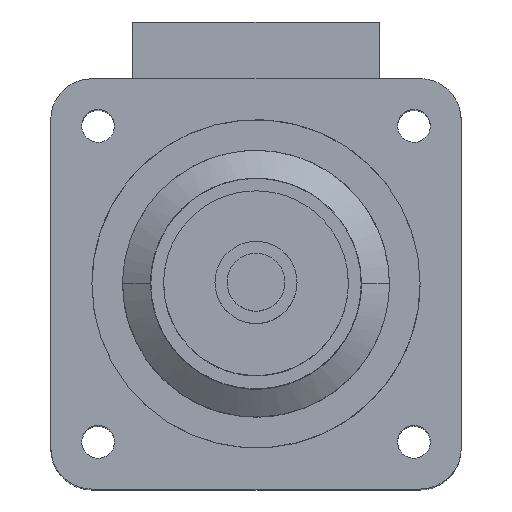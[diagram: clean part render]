
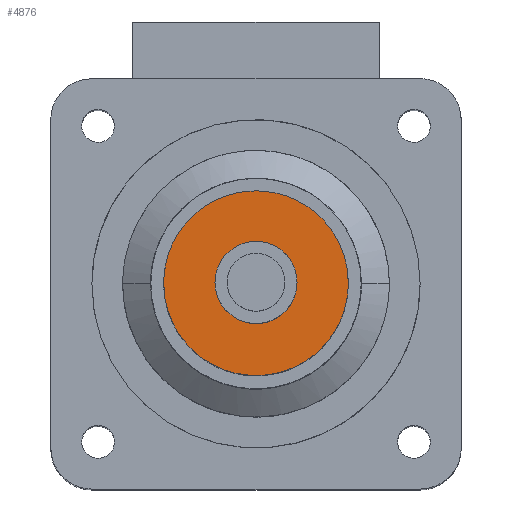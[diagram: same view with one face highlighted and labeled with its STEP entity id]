
A CAD part, top view. The second image highlights one B-rep face of the part: STEP entity #4876.
In plain terms, the highlighted free-form (B-spline) face has degree [1, 1] with [2, 2] control points.
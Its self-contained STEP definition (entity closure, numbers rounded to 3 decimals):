
#305 = B_SPLINE_CURVE_WITH_KNOTS ( 'NONE', 3,
 ( #1800, #2946, #4481, #1823, #2572, #311, #4502, #3341, #339, #1067, #2210, #2996, #3736, #1845, #3270, #3364, #4886, #1472 ),
 .UNSPECIFIED., .F., .F.,
 ( 4, 2, 2, 2, 2, 2, 2, 2, 4 ),
 ( 0., 0.393, 0.785, 1.178, 1.571, 1.963, 2.356, 2.749, 3.142 ),
 .UNSPECIFIED. ) ;
#311 = CARTESIAN_POINT ( 'NONE',  ( 12.764, 13.6, 47.54 ) ) ;
#339 = CARTESIAN_POINT ( 'NONE',  ( 10.591, 14.5, 47.54 ) ) ;
#765 = CARTESIAN_POINT ( 'NONE',  ( 14.5, 10., 47.54 ) ) ;
#811 = EDGE_LOOP ( 'NONE', ( #3071, #4424 ) ) ;
#877 = CARTESIAN_POINT ( 'NONE',  ( 12.268, 6.069, 47.54 ) ) ;
#965 = CARTESIAN_POINT ( 'NONE',  ( 14.554, 5.446, 47.54 ) ) ;
#1067 = CARTESIAN_POINT ( 'NONE',  ( 9.409, 14.5, 47.54 ) ) ;
#1162 = EDGE_CURVE ( 'NONE', #3558, #1747, #2931, .T. ) ;
#1307 = FACE_OUTER_BOUND ( 'NONE', #811, .T. ) ;
#1472 = CARTESIAN_POINT ( 'NONE',  ( 5.5, 10., 47.54 ) ) ;
#1593 = CARTESIAN_POINT ( 'NONE',  ( 6.4, 7.236, 47.54 ) ) ;
#1669 = CARTESIAN_POINT ( 'NONE',  ( 13.6, 7.236, 47.54 ) ) ;
#1695 = CARTESIAN_POINT ( 'NONE',  ( 7.732, 6.069, 47.54 ) ) ;
#1747 = VERTEX_POINT ( 'NONE', #765 ) ;
#1800 = CARTESIAN_POINT ( 'NONE',  ( 14.5, 10., 47.54 ) ) ;
#1823 = CARTESIAN_POINT ( 'NONE',  ( 13.931, 12.268, 47.54 ) ) ;
#1845 = CARTESIAN_POINT ( 'NONE',  ( 6.4, 12.764, 47.54 ) ) ;
#1927 = EDGE_CURVE ( 'NONE', #1747, #3558, #305, .T. ) ;
#2015 = CARTESIAN_POINT ( 'NONE',  ( 8.824, 5.616, 47.54 ) ) ;
#2039 = CARTESIAN_POINT ( 'NONE',  ( 5.5, 10., 47.54 ) ) ;
#2128 = CARTESIAN_POINT ( 'NONE',  ( 14.554, 14.554, 47.54 ) ) ;
#2210 = CARTESIAN_POINT ( 'NONE',  ( 8.824, 14.384, 47.54 ) ) ;
#2367 = CARTESIAN_POINT ( 'NONE',  ( 11.176, 5.616, 47.54 ) ) ;
#2442 = CARTESIAN_POINT ( 'NONE',  ( 12.764, 6.4, 47.54 ) ) ;
#2467 = CARTESIAN_POINT ( 'NONE',  ( 5.5, 10., 47.54 ) ) ;
#2557 = B_SPLINE_SURFACE_WITH_KNOTS ( 'NONE', 1, 1, ( 
 ( #3254, #4392 ),
 ( #965, #2128 ) ),
 .UNSPECIFIED., .F., .F., .F.,
 ( 2, 2 ),
 ( 2, 2 ),
 ( 0., 1. ),
 ( 0., 1. ),
 .UNSPECIFIED. ) ;
#2572 = CARTESIAN_POINT ( 'NONE',  ( 13.6, 12.764, 47.54 ) ) ;
#2738 = CARTESIAN_POINT ( 'NONE',  ( 9.409, 5.5, 47.54 ) ) ;
#2931 = B_SPLINE_CURVE_WITH_KNOTS ( 'NONE', 3,
 ( #2039, #3139, #3935, #3215, #1593, #4668, #1695, #2015, #2738, #3914, #2367, #877, #2442, #1669, #3191, #4371, #3112, #4742 ),
 .UNSPECIFIED., .F., .F.,
 ( 4, 2, 2, 2, 2, 2, 2, 2, 4 ),
 ( 3.142, 3.534, 3.927, 4.32, 4.712, 5.105, 5.498, 5.89, 6.283 ),
 .UNSPECIFIED. ) ;
#2946 = CARTESIAN_POINT ( 'NONE',  ( 14.5, 10.591, 47.54 ) ) ;
#2996 = CARTESIAN_POINT ( 'NONE',  ( 7.732, 13.931, 47.54 ) ) ;
#3071 = ORIENTED_EDGE ( 'NONE', *, *, #1162, .T. ) ;
#3112 = CARTESIAN_POINT ( 'NONE',  ( 14.5, 9.409, 47.54 ) ) ;
#3139 = CARTESIAN_POINT ( 'NONE',  ( 5.5, 9.409, 47.54 ) ) ;
#3191 = CARTESIAN_POINT ( 'NONE',  ( 13.931, 7.732, 47.54 ) ) ;
#3215 = CARTESIAN_POINT ( 'NONE',  ( 6.069, 7.732, 47.54 ) ) ;
#3254 = CARTESIAN_POINT ( 'NONE',  ( 5.446, 5.446, 47.54 ) ) ;
#3270 = CARTESIAN_POINT ( 'NONE',  ( 6.069, 12.268, 47.54 ) ) ;
#3341 = CARTESIAN_POINT ( 'NONE',  ( 11.176, 14.384, 47.54 ) ) ;
#3364 = CARTESIAN_POINT ( 'NONE',  ( 5.616, 11.176, 47.54 ) ) ;
#3558 = VERTEX_POINT ( 'NONE', #2467 ) ;
#3736 = CARTESIAN_POINT ( 'NONE',  ( 7.236, 13.6, 47.54 ) ) ;
#3914 = CARTESIAN_POINT ( 'NONE',  ( 10.591, 5.5, 47.54 ) ) ;
#3935 = CARTESIAN_POINT ( 'NONE',  ( 5.616, 8.824, 47.54 ) ) ;
#4371 = CARTESIAN_POINT ( 'NONE',  ( 14.384, 8.824, 47.54 ) ) ;
#4392 = CARTESIAN_POINT ( 'NONE',  ( 5.446, 14.554, 47.54 ) ) ;
#4424 = ORIENTED_EDGE ( 'NONE', *, *, #1927, .T. ) ;
#4481 = CARTESIAN_POINT ( 'NONE',  ( 14.384, 11.176, 47.54 ) ) ;
#4502 = CARTESIAN_POINT ( 'NONE',  ( 12.268, 13.931, 47.54 ) ) ;
#4668 = CARTESIAN_POINT ( 'NONE',  ( 7.236, 6.4, 47.54 ) ) ;
#4742 = CARTESIAN_POINT ( 'NONE',  ( 14.5, 10., 47.54 ) ) ;
#4876 = ADVANCED_FACE ( 'NONE', ( #1307 ), #2557, .T. ) ;
#4886 = CARTESIAN_POINT ( 'NONE',  ( 5.5, 10.591, 47.54 ) ) ;
